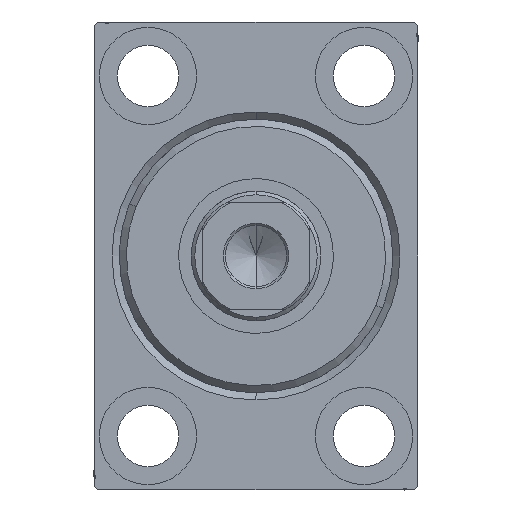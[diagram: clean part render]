
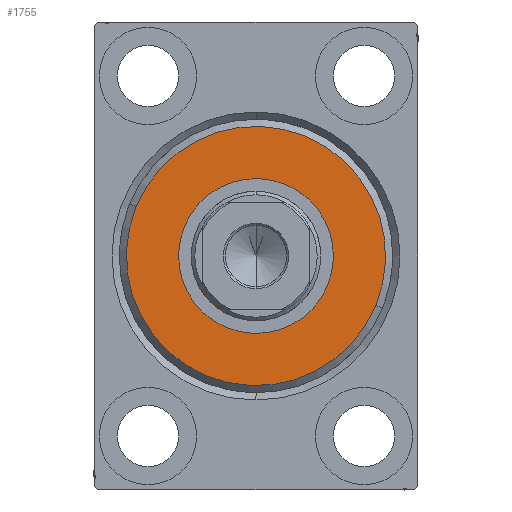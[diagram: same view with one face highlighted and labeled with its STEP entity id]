
A CAD part, left-side view. The second image highlights one B-rep face of the part: STEP entity #1755.
In plain terms, the highlighted face is planar.
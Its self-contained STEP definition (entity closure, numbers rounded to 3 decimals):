
#1374 = AXIS2_PLACEMENT_3D ( 'NONE', #34312, #10282, #21279 ) ;
#1755 = ADVANCED_FACE ( 'NONE', ( #13118, #44322 ), #26834, .T. ) ;
#5390 = VERTEX_POINT ( 'NONE', #44040 ) ;
#5471 = CARTESIAN_POINT ( 'NONE',  ( 3., 0., 0. ) ) ;
#6677 = EDGE_CURVE ( 'NONE', #5390, #41671, #12282, .T. ) ;
#9270 = DIRECTION ( 'NONE',  ( -1., 0., 0. ) ) ;
#10155 = CARTESIAN_POINT ( 'NONE',  ( 3., 0., 0. ) ) ;
#10282 = DIRECTION ( 'NONE',  ( 1., 0., 0. ) ) ;
#10285 = DIRECTION ( 'NONE',  ( -1., 0., 0. ) ) ;
#12282 = CIRCLE ( 'NONE', #38131, 10.75 ) ;
#13118 = FACE_OUTER_BOUND ( 'NONE', #40044, .T. ) ;
#17385 = DIRECTION ( 'NONE',  ( 1., 0., 0. ) ) ;
#19397 = CARTESIAN_POINT ( 'NONE',  ( 3., 0., -10.75 ) ) ;
#20402 = ORIENTED_EDGE ( 'NONE', *, *, #6677, .T. ) ;
#21007 = CARTESIAN_POINT ( 'NONE',  ( 3., 0., 18. ) ) ;
#21052 = DIRECTION ( 'NONE',  ( 0., 0., -1. ) ) ;
#21279 = DIRECTION ( 'NONE',  ( 0., 0., -1. ) ) ;
#21946 = EDGE_CURVE ( 'NONE', #41671, #5390, #23986, .T. ) ;
#21963 = ORIENTED_EDGE ( 'NONE', *, *, #37749, .T. ) ;
#22761 = DIRECTION ( 'NONE',  ( 0., 0., -1. ) ) ;
#23986 = CIRCLE ( 'NONE', #24786, 10.75 ) ;
#24430 = CARTESIAN_POINT ( 'NONE',  ( 3., 0., 0. ) ) ;
#24786 = AXIS2_PLACEMENT_3D ( 'NONE', #5471, #9270, #22761 ) ;
#25066 = ORIENTED_EDGE ( 'NONE', *, *, #21946, .T. ) ;
#26674 = CARTESIAN_POINT ( 'NONE',  ( 3., 0., -18. ) ) ;
#26834 = PLANE ( 'NONE',  #29382 ) ;
#27178 = CIRCLE ( 'NONE', #1374, 18. ) ;
#27284 = CARTESIAN_POINT ( 'NONE',  ( 3., 0., 0. ) ) ;
#27882 = CIRCLE ( 'NONE', #29301, 18. ) ;
#28197 = VERTEX_POINT ( 'NONE', #21007 ) ;
#29301 = AXIS2_PLACEMENT_3D ( 'NONE', #10155, #41131, #29929 ) ;
#29382 = AXIS2_PLACEMENT_3D ( 'NONE', #27284, #17385, #42297 ) ;
#29929 = DIRECTION ( 'NONE',  ( 0., 0., -1. ) ) ;
#34312 = CARTESIAN_POINT ( 'NONE',  ( 3., 0., 0. ) ) ;
#34757 = ORIENTED_EDGE ( 'NONE', *, *, #39471, .T. ) ;
#36553 = EDGE_LOOP ( 'NONE', ( #20402, #25066 ) ) ;
#37749 = EDGE_CURVE ( 'NONE', #38454, #28197, #27882, .T. ) ;
#38131 = AXIS2_PLACEMENT_3D ( 'NONE', #24430, #10285, #21052 ) ;
#38454 = VERTEX_POINT ( 'NONE', #26674 ) ;
#39471 = EDGE_CURVE ( 'NONE', #28197, #38454, #27178, .T. ) ;
#40044 = EDGE_LOOP ( 'NONE', ( #34757, #21963 ) ) ;
#41131 = DIRECTION ( 'NONE',  ( 1., 0., 0. ) ) ;
#41671 = VERTEX_POINT ( 'NONE', #19397 ) ;
#42297 = DIRECTION ( 'NONE',  ( 0., 0., -1. ) ) ;
#44040 = CARTESIAN_POINT ( 'NONE',  ( 3., 0., 10.75 ) ) ;
#44322 = FACE_BOUND ( 'NONE', #36553, .T. ) ;
